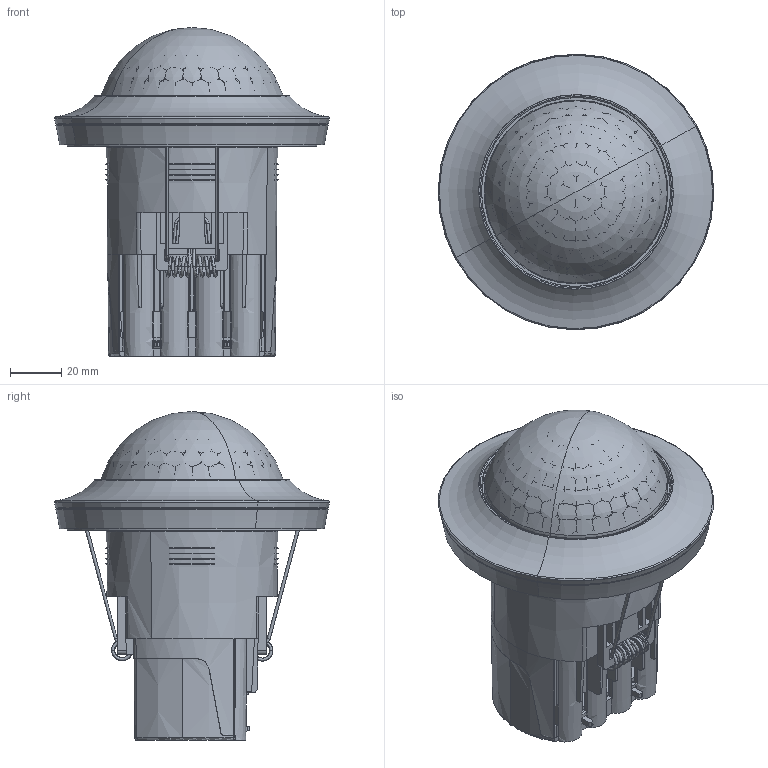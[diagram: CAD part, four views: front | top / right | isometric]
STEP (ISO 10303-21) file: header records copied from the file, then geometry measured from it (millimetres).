
FILE_DESCRIPTION(('CATIA V5 STEP'),'2;1');
FILE_NAME('BIM_ZG02030903_ASSY_C-SERIE_DALI_AD_24_ALLCATPART.stp','2021-03-30T15:06:23+00:00',('none'),('none'),'CATIA Version 5 Release 19 SP 3 (IN-10)','CATIA V5 STEP AP214','none');
FILE_SCHEMA(('AUTOMOTIVE_DESIGN { 1 0 10303 214 1 1 1 1 }'));
Length unit declared in the file: millimetre
Products named in the file (1): ZG02030903_ASSY_C-SERIE_DALI_AD_24_AllCATPart
Bounding box: 107.91 x 107.91 x 128.8 mm (x, y, z)
Volume: 85544 mm3; surface area: 137288.7 mm2
Topology: 17 solids, 17 shells, 3417 faces, 9594 edges, 5606 vertices
Faces by surface type: plane 909, sphere 712, cylinder 543, bspline 469, cone 394, torus 386, extrusion 4
Entity records: 130855 total; most frequent: CARTESIAN_POINT 60061, ORIENTED_EDGE 17872, DIRECTION 9235, EDGE_CURVE 8936, VERTEX_POINT 5606, AXIS2_PLACEMENT_3D 4954, B_SPLINE_CURVE_WITH_KNOTS 4007, EDGE_LOOP 3572
